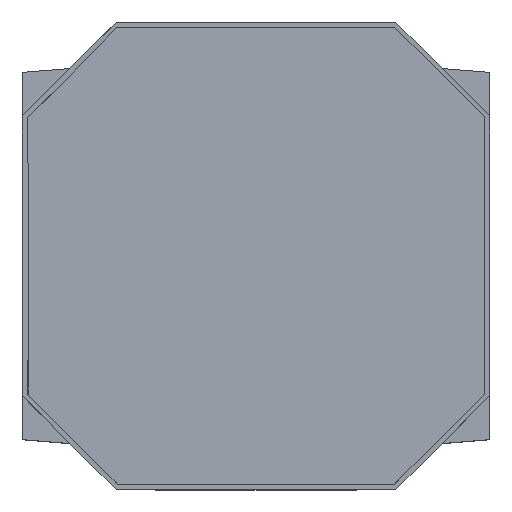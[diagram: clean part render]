
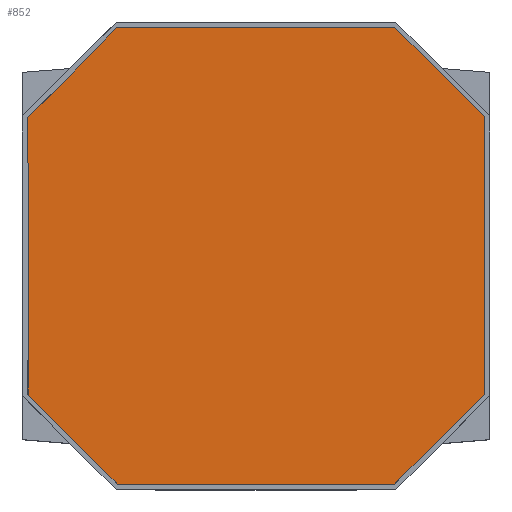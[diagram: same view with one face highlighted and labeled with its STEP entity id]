
A CAD part, top view. The second image highlights one B-rep face of the part: STEP entity #852.
In plain terms, the highlighted planar face has unit normal (0, 0, 1).
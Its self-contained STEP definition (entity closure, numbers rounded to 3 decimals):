
#44=LINE('',#1596,#113);
#75=LINE('',#1670,#144);
#81=LINE('',#1684,#150);
#82=LINE('',#1686,#151);
#83=LINE('',#1688,#152);
#84=LINE('',#1689,#153);
#113=VECTOR('',#994,10.);
#144=VECTOR('',#1061,10.);
#150=VECTOR('',#1075,10.);
#151=VECTOR('',#1076,10.);
#152=VECTOR('',#1077,10.);
#153=VECTOR('',#1078,10.);
#185=PLANE('',#919);
#202=ELLIPSE('',#920,6.343,1.936);
#203=ELLIPSE('',#921,13.91,1.818);
#247=FACE_OUTER_BOUND('',#292,.T.);
#292=EDGE_LOOP('',(#714,#715,#716,#717,#718,#719,#720,#721));
#392=VERTEX_POINT('',#1593);
#393=VERTEX_POINT('',#1595);
#416=VERTEX_POINT('',#1666);
#418=VERTEX_POINT('',#1669);
#422=VERTEX_POINT('',#1683);
#423=VERTEX_POINT('',#1685);
#424=VERTEX_POINT('',#1687);
#425=VERTEX_POINT('',#1690);
#491=EDGE_CURVE('',#393,#392,#44,.T.);
#528=EDGE_CURVE('',#418,#416,#75,.T.);
#535=EDGE_CURVE('',#393,#422,#81,.T.);
#536=EDGE_CURVE('',#423,#392,#82,.T.);
#537=EDGE_CURVE('',#424,#423,#83,.T.);
#538=EDGE_CURVE('',#418,#424,#84,.T.);
#539=EDGE_CURVE('',#425,#416,#202,.T.);
#540=EDGE_CURVE('',#422,#425,#203,.T.);
#714=ORIENTED_EDGE('',*,*,#535,.F.);
#715=ORIENTED_EDGE('',*,*,#491,.T.);
#716=ORIENTED_EDGE('',*,*,#536,.F.);
#717=ORIENTED_EDGE('',*,*,#537,.F.);
#718=ORIENTED_EDGE('',*,*,#538,.F.);
#719=ORIENTED_EDGE('',*,*,#528,.T.);
#720=ORIENTED_EDGE('',*,*,#539,.F.);
#721=ORIENTED_EDGE('',*,*,#540,.F.);
#852=ADVANCED_FACE('',(#247),#185,.T.);
#919=AXIS2_PLACEMENT_3D('',#1682,#1073,#1074);
#920=AXIS2_PLACEMENT_3D('',#1691,#1079,#1080);
#921=AXIS2_PLACEMENT_3D('',#1692,#1081,#1082);
#994=DIRECTION('',(1.,0.,0.));
#1061=DIRECTION('',(-1.,0.,0.));
#1073=DIRECTION('center_axis',(0.,0.,1.));
#1074=DIRECTION('ref_axis',(1.,0.,0.));
#1075=DIRECTION('',(-0.707,0.707,0.));
#1076=DIRECTION('',(-0.707,-0.707,0.));
#1077=DIRECTION('',(0.,-1.,0.));
#1078=DIRECTION('',(0.707,-0.707,0.));
#1079=DIRECTION('center_axis',(0.,0.,1.));
#1080=DIRECTION('ref_axis',(0.715,0.699,0.));
#1081=DIRECTION('center_axis',(0.,0.,1.));
#1082=DIRECTION('ref_axis',(0.005,1.,0.));
#1593=CARTESIAN_POINT('',(1.189,-1.952,1.8));
#1595=CARTESIAN_POINT('',(-1.189,-1.952,1.8));
#1596=CARTESIAN_POINT('',(0.,-1.952,1.8));
#1666=CARTESIAN_POINT('',(-1.192,1.952,1.8));
#1669=CARTESIAN_POINT('',(1.189,1.952,1.8));
#1670=CARTESIAN_POINT('',(0.,1.952,1.8));
#1682=CARTESIAN_POINT('Origin',(0.,0.,1.8));
#1683=CARTESIAN_POINT('',(-1.949,-1.191,1.8));
#1684=CARTESIAN_POINT('',(-1.57,-1.57,1.8));
#1685=CARTESIAN_POINT('',(1.952,-1.189,1.8));
#1686=CARTESIAN_POINT('',(1.57,-1.57,1.8));
#1687=CARTESIAN_POINT('',(1.952,1.189,1.8));
#1688=CARTESIAN_POINT('',(1.952,0.,1.8));
#1689=CARTESIAN_POINT('',(1.57,1.57,1.8));
#1690=CARTESIAN_POINT('',(-1.954,1.183,1.8));
#1691=CARTESIAN_POINT('Origin',(-3.141,2.729,1.8));
#1692=CARTESIAN_POINT('Origin',(-3.764,-0.705,1.8));
